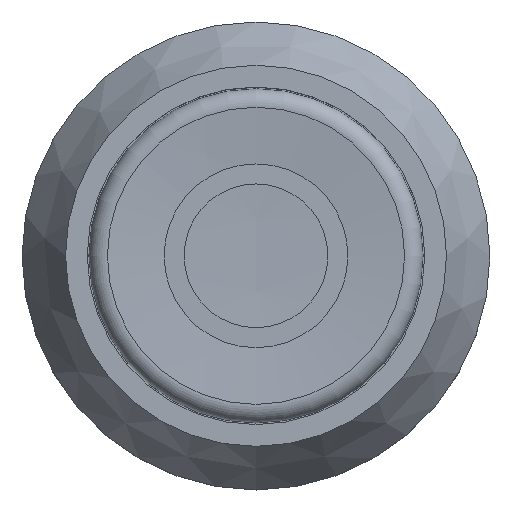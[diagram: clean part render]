
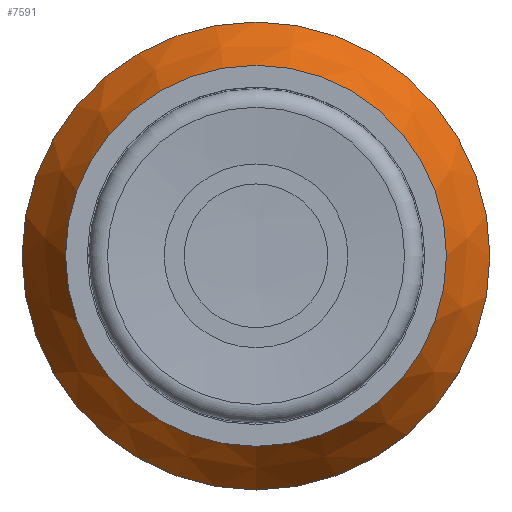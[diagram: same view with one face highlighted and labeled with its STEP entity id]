
A CAD part, top view. The second image highlights one B-rep face of the part: STEP entity #7591.
In plain terms, the highlighted conical face has half-angle 30 degrees and reference radius 6.351 mm.
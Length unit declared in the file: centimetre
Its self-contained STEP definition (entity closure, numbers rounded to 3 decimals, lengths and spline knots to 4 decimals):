
#41=CONICAL_SURFACE('',#8007,0.635,0.524);
#386=FACE_OUTER_BOUND('',#786,.T.);
#786=EDGE_LOOP('',(#5230,#5231,#5232,#5233));
#1200=LINE('',#10629,#2212);
#2212=VECTOR('',#8552,0.635);
#3226=CIRCLE('',#8008,0.7);
#3227=CIRCLE('',#8009,0.5701);
#3343=VERTEX_POINT('',#10626);
#3344=VERTEX_POINT('',#10628);
#4079=EDGE_CURVE('',#3343,#3343,#3226,.T.);
#4080=EDGE_CURVE('',#3343,#3344,#1200,.T.);
#4081=EDGE_CURVE('',#3344,#3344,#3227,.T.);
#5230=ORIENTED_EDGE('',*,*,#4079,.T.);
#5231=ORIENTED_EDGE('',*,*,#4080,.T.);
#5232=ORIENTED_EDGE('',*,*,#4081,.T.);
#5233=ORIENTED_EDGE('',*,*,#4080,.F.);
#7591=ADVANCED_FACE('',(#386),#41,.T.);
#8007=AXIS2_PLACEMENT_3D('',#10625,#8548,#8549);
#8008=AXIS2_PLACEMENT_3D('',#10627,#8550,#8551);
#8009=AXIS2_PLACEMENT_3D('',#10630,#8553,#8554);
#8548=DIRECTION('center_axis',(0.,0.,-1.));
#8549=DIRECTION('ref_axis',(0.,1.,0.));
#8550=DIRECTION('center_axis',(0.,0.,1.));
#8551=DIRECTION('ref_axis',(0.,1.,0.));
#8552=DIRECTION('',(0.,0.5,0.866));
#8553=DIRECTION('center_axis',(0.,0.,-1.));
#8554=DIRECTION('ref_axis',(0.,1.,0.));
#10625=CARTESIAN_POINT('Origin',(0.,0.,0.8475));
#10626=CARTESIAN_POINT('',(0.,-0.7,0.735));
#10627=CARTESIAN_POINT('Origin',(0.,0.,0.735));
#10628=CARTESIAN_POINT('',(0.,-0.5701,0.96));
#10629=CARTESIAN_POINT('',(0.,-0.635,0.8475));
#10630=CARTESIAN_POINT('Origin',(0.,0.,0.96));
